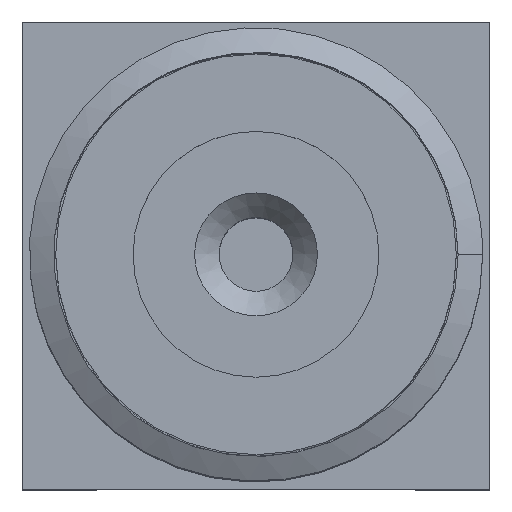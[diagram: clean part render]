
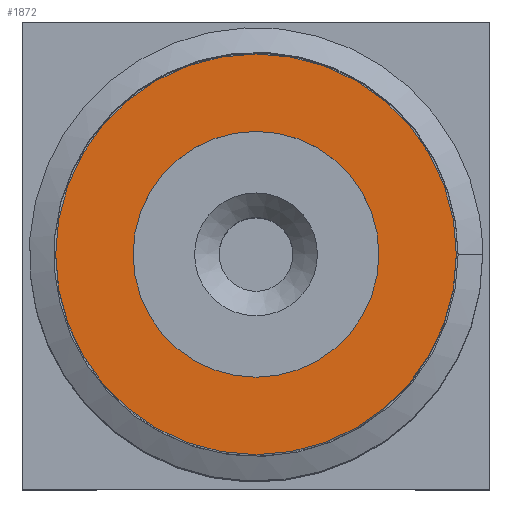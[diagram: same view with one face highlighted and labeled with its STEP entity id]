
A CAD part, top view. The second image highlights one B-rep face of the part: STEP entity #1872.
In plain terms, the highlighted planar face has unit normal (0, 0, 1).
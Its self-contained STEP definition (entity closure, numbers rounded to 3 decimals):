
#476 = CYLINDRICAL_SURFACE('',#477,4.075);
#477 = AXIS2_PLACEMENT_3D('',#478,#479,#480);
#478 = CARTESIAN_POINT('',(0.,0.,0.));
#479 = DIRECTION('',(-0.,-0.,-1.));
#480 = DIRECTION('',(1.,0.,0.));
#1559 = VERTEX_POINT('',#1560);
#1560 = CARTESIAN_POINT('',(4.075,0.,14.07));
#1581 = EDGE_CURVE('',#1559,#1559,#1582,.T.);
#1582 = SURFACE_CURVE('',#1583,(#1588,#1595),.PCURVE_S1.);
#1583 = CIRCLE('',#1584,4.075);
#1584 = AXIS2_PLACEMENT_3D('',#1585,#1586,#1587);
#1585 = CARTESIAN_POINT('',(0.,0.,14.07));
#1586 = DIRECTION('',(0.,0.,1.));
#1587 = DIRECTION('',(1.,0.,0.));
#1588 = PCURVE('',#476,#1589);
#1589 = DEFINITIONAL_REPRESENTATION('',(#1590),#1594);
#1590 = LINE('',#1591,#1592);
#1591 = CARTESIAN_POINT('',(-0.,-14.07));
#1592 = VECTOR('',#1593,1.);
#1593 = DIRECTION('',(-1.,0.));
#1594 = ( GEOMETRIC_REPRESENTATION_CONTEXT(2) 
PARAMETRIC_REPRESENTATION_CONTEXT() REPRESENTATION_CONTEXT('2D SPACE',''
  ) );
#1595 = PCURVE('',#1596,#1601);
#1596 = PLANE('',#1597);
#1597 = AXIS2_PLACEMENT_3D('',#1598,#1599,#1600);
#1598 = CARTESIAN_POINT('',(0.,0.,14.07));
#1599 = DIRECTION('',(0.,0.,1.));
#1600 = DIRECTION('',(1.,0.,0.));
#1601 = DEFINITIONAL_REPRESENTATION('',(#1602),#1606);
#1602 = CIRCLE('',#1603,4.075);
#1603 = AXIS2_PLACEMENT_2D('',#1604,#1605);
#1604 = CARTESIAN_POINT('',(0.,0.));
#1605 = DIRECTION('',(1.,0.));
#1606 = ( GEOMETRIC_REPRESENTATION_CONTEXT(2) 
PARAMETRIC_REPRESENTATION_CONTEXT() REPRESENTATION_CONTEXT('2D SPACE',''
  ) );
#1872 = ADVANCED_FACE('',(#1873,#1876),#1596,.T.);
#1873 = FACE_BOUND('',#1874,.T.);
#1874 = EDGE_LOOP('',(#1875));
#1875 = ORIENTED_EDGE('',*,*,#1581,.T.);
#1876 = FACE_BOUND('',#1877,.T.);
#1877 = EDGE_LOOP('',(#1878));
#1878 = ORIENTED_EDGE('',*,*,#1879,.T.);
#1879 = EDGE_CURVE('',#1880,#1880,#1882,.T.);
#1880 = VERTEX_POINT('',#1881);
#1881 = CARTESIAN_POINT('',(2.5,0.,14.07));
#1882 = SURFACE_CURVE('',#1883,(#1888,#1899),.PCURVE_S1.);
#1883 = CIRCLE('',#1884,2.5);
#1884 = AXIS2_PLACEMENT_3D('',#1885,#1886,#1887);
#1885 = CARTESIAN_POINT('',(0.,0.,
    14.07));
#1886 = DIRECTION('',(0.,0.,-1.));
#1887 = DIRECTION('',(1.,0.,0.));
#1888 = PCURVE('',#1596,#1889);
#1889 = DEFINITIONAL_REPRESENTATION('',(#1890),#1898);
#1890 = ( BOUNDED_CURVE() B_SPLINE_CURVE(2,(#1891,#1892,#1893,#1894,
#1895,#1896,#1897),.UNSPECIFIED.,.T.,.F.) B_SPLINE_CURVE_WITH_KNOTS((1,2
    ,2,2,2,1),(-2.094,0.,2.094,4.189,
6.283,8.378),.UNSPECIFIED.) CURVE() 
GEOMETRIC_REPRESENTATION_ITEM() RATIONAL_B_SPLINE_CURVE((1.,0.5,1.,0.5,
1.,0.5,1.)) REPRESENTATION_ITEM('') );
#1891 = CARTESIAN_POINT('',(2.5,0.));
#1892 = CARTESIAN_POINT('',(2.5,-4.33));
#1893 = CARTESIAN_POINT('',(-1.25,-2.165));
#1894 = CARTESIAN_POINT('',(-5.,0.));
#1895 = CARTESIAN_POINT('',(-1.25,2.165));
#1896 = CARTESIAN_POINT('',(2.5,4.33));
#1897 = CARTESIAN_POINT('',(2.5,0.));
#1898 = ( GEOMETRIC_REPRESENTATION_CONTEXT(2) 
PARAMETRIC_REPRESENTATION_CONTEXT() REPRESENTATION_CONTEXT('2D SPACE',''
  ) );
#1899 = PCURVE('',#1900,#1905);
#1900 = CYLINDRICAL_SURFACE('',#1901,2.5);
#1901 = AXIS2_PLACEMENT_3D('',#1902,#1903,#1904);
#1902 = CARTESIAN_POINT('',(0.,0.,-5.4)
  );
#1903 = DIRECTION('',(0.,0.,-1.));
#1904 = DIRECTION('',(1.,0.,0.));
#1905 = DEFINITIONAL_REPRESENTATION('',(#1906),#1910);
#1906 = LINE('',#1907,#1908);
#1907 = CARTESIAN_POINT('',(0.,-19.47));
#1908 = VECTOR('',#1909,1.);
#1909 = DIRECTION('',(1.,0.));
#1910 = ( GEOMETRIC_REPRESENTATION_CONTEXT(2) 
PARAMETRIC_REPRESENTATION_CONTEXT() REPRESENTATION_CONTEXT('2D SPACE',''
  ) );
